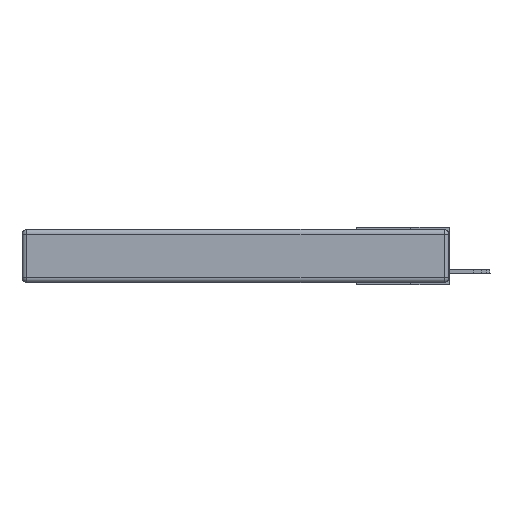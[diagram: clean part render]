
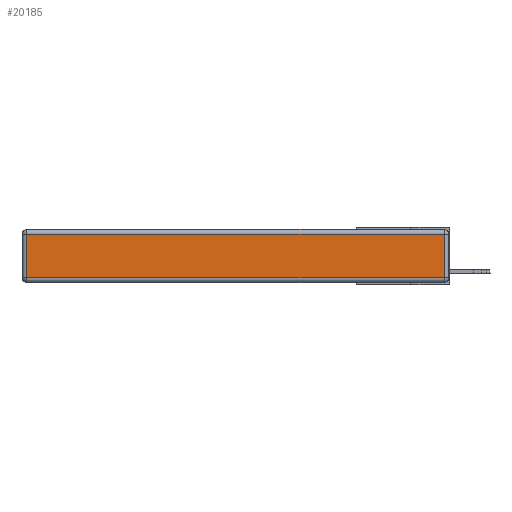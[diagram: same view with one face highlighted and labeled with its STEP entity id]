
A CAD part, left-side view. The second image highlights one B-rep face of the part: STEP entity #20185.
In plain terms, the highlighted planar face has unit normal (-1, 0, 0).
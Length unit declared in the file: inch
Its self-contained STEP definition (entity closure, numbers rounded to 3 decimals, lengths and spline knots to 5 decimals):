
#45 = CARTESIAN_POINT ( 'NONE',  ( 0., 0., -0.313 ) ) ;
#349 = PLANE ( 'NONE',  #1623 ) ;
#384 = EDGE_CURVE ( 'NONE', #5073, #17346, #3440, .T. ) ;
#734 = FACE_OUTER_BOUND ( 'NONE', #17468, .T. ) ;
#1623 = AXIS2_PLACEMENT_3D ( 'NONE', #13677, #2272, #4213 ) ;
#1941 = EDGE_CURVE ( 'NONE', #6815, #4348, #7377, .T. ) ;
#2272 = DIRECTION ( 'NONE',  ( -1., 0., 0. ) ) ;
#3158 = VECTOR ( 'NONE', #4133, 39.37008 ) ;
#3432 = EDGE_CURVE ( 'NONE', #4348, #5073, #9069, .T. ) ;
#3440 = LINE ( 'NONE', #13408, #16830 ) ;
#4133 = DIRECTION ( 'NONE',  ( 0., -1., 0. ) ) ;
#4213 = DIRECTION ( 'NONE',  ( 0., 0., 1. ) ) ;
#4348 = VERTEX_POINT ( 'NONE', #8961 ) ;
#4399 = CARTESIAN_POINT ( 'NONE',  ( 0., 2.72, -0.03 ) ) ;
#5073 = VERTEX_POINT ( 'NONE', #4399 ) ;
#5273 = DIRECTION ( 'NONE',  ( 0., 1., 0. ) ) ;
#6494 = CARTESIAN_POINT ( 'NONE',  ( 0., 0.03, -0.343 ) ) ;
#6815 = VERTEX_POINT ( 'NONE', #12522 ) ;
#7377 = LINE ( 'NONE', #6494, #19614 ) ;
#7909 = LINE ( 'NONE', #45, #3158 ) ;
#8562 = DIRECTION ( 'NONE',  ( 0., 0., 1. ) ) ;
#8961 = CARTESIAN_POINT ( 'NONE',  ( 0., 0.03, -0.03 ) ) ;
#9069 = LINE ( 'NONE', #14812, #14124 ) ;
#12042 = EDGE_CURVE ( 'NONE', #17346, #6815, #7909, .T. ) ;
#12522 = CARTESIAN_POINT ( 'NONE',  ( 0., 0.03, -0.313 ) ) ;
#13408 = CARTESIAN_POINT ( 'NONE',  ( 0., 2.72, -0.343 ) ) ;
#13484 = DIRECTION ( 'NONE',  ( 0., 0., -1. ) ) ;
#13677 = CARTESIAN_POINT ( 'NONE',  ( 0., 0., -0.343 ) ) ;
#14124 = VECTOR ( 'NONE', #5273, 39.37008 ) ;
#14316 = ORIENTED_EDGE ( 'NONE', *, *, #384, .T. ) ;
#14812 = CARTESIAN_POINT ( 'NONE',  ( 0., 2.75, -0.03 ) ) ;
#16527 = ORIENTED_EDGE ( 'NONE', *, *, #1941, .T. ) ;
#16830 = VECTOR ( 'NONE', #13484, 39.37008 ) ;
#17172 = ORIENTED_EDGE ( 'NONE', *, *, #12042, .T. ) ;
#17346 = VERTEX_POINT ( 'NONE', #20401 ) ;
#17468 = EDGE_LOOP ( 'NONE', ( #17172, #16527, #17919, #14316 ) ) ;
#17919 = ORIENTED_EDGE ( 'NONE', *, *, #3432, .T. ) ;
#19614 = VECTOR ( 'NONE', #8562, 39.37008 ) ;
#20185 = ADVANCED_FACE ( 'NONE', ( #734 ), #349, .T. ) ;
#20401 = CARTESIAN_POINT ( 'NONE',  ( 0., 2.72, -0.313 ) ) ;
